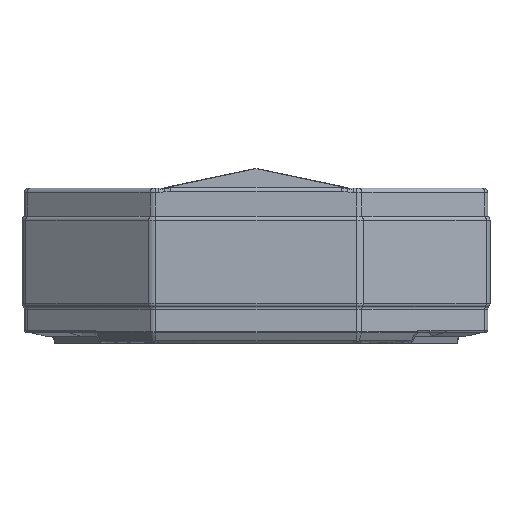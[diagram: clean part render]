
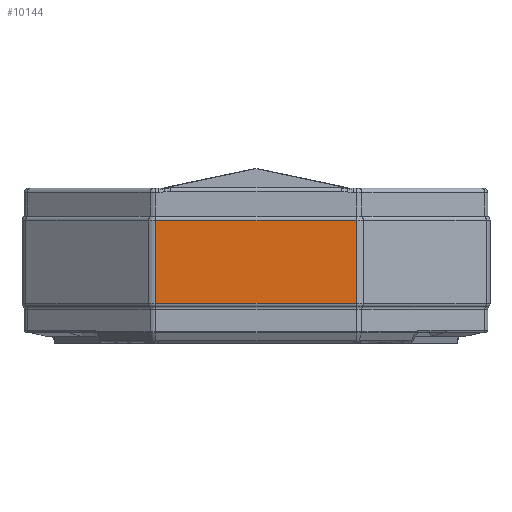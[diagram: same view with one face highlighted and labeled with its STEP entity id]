
A CAD part, front view. The second image highlights one B-rep face of the part: STEP entity #10144.
In plain terms, the highlighted free-form (B-spline) face has degree [1, 1] with [2, 2] control points.
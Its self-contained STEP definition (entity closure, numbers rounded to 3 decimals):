
#9800 = VERTEX_POINT('',#9801);
#9801 = CARTESIAN_POINT('',(-62.837,-17.724,
    25.203));
#9834 = EDGE_CURVE('',#9800,#9835,#9837,.T.);
#9835 = VERTEX_POINT('',#9836);
#9836 = CARTESIAN_POINT('',(62.837,-17.724,
    25.203));
#9837 = B_SPLINE_CURVE_WITH_KNOTS('',1,(#9838,#9839),.UNSPECIFIED.,.F.,
  .F.,(2,2),(-23.686,71.058),.PIECEWISE_BEZIER_KNOTS.);
#9838 = CARTESIAN_POINT('',(-62.837,-17.724,
    25.203));
#9839 = CARTESIAN_POINT('',(62.837,-17.724,
    25.203));
#10124 = EDGE_CURVE('',#10125,#9835,#10127,.T.);
#10125 = VERTEX_POINT('',#10126);
#10126 = CARTESIAN_POINT('',(62.837,-17.724,
    -26.999));
#10127 = B_SPLINE_CURVE_WITH_KNOTS('',1,(#10128,#10129),.UNSPECIFIED.,
  .F.,.F.,(2,2),(-20.354,19.),.PIECEWISE_BEZIER_KNOTS.);
#10128 = CARTESIAN_POINT('',(62.837,-17.724,
    -26.999));
#10129 = CARTESIAN_POINT('',(62.837,-17.724,
    25.203));
#10144 = ADVANCED_FACE('',(#10145),#10161,.T.);
#10145 = FACE_BOUND('',#10146,.T.);
#10146 = EDGE_LOOP('',(#10147,#10148,#10155,#10160));
#10147 = ORIENTED_EDGE('',*,*,#9834,.F.);
#10148 = ORIENTED_EDGE('',*,*,#10149,.F.);
#10149 = EDGE_CURVE('',#10150,#9800,#10152,.T.);
#10150 = VERTEX_POINT('',#10151);
#10151 = CARTESIAN_POINT('',(-62.837,-17.724,
    -26.999));
#10152 = B_SPLINE_CURVE_WITH_KNOTS('',1,(#10153,#10154),.UNSPECIFIED.,
  .F.,.F.,(2,2),(-20.354,19.),.PIECEWISE_BEZIER_KNOTS.);
#10153 = CARTESIAN_POINT('',(-62.837,-17.724,
    -26.999));
#10154 = CARTESIAN_POINT('',(-62.837,-17.724,
    25.203));
#10155 = ORIENTED_EDGE('',*,*,#10156,.F.);
#10156 = EDGE_CURVE('',#10125,#10150,#10157,.T.);
#10157 = B_SPLINE_CURVE_WITH_KNOTS('',1,(#10158,#10159),.UNSPECIFIED.,
  .F.,.F.,(2,2),(-71.058,23.686),
  .PIECEWISE_BEZIER_KNOTS.);
#10158 = CARTESIAN_POINT('',(62.837,-17.724,
    -26.999));
#10159 = CARTESIAN_POINT('',(-62.837,-17.724,
    -26.999));
#10160 = ORIENTED_EDGE('',*,*,#10124,.T.);
#10161 = B_SPLINE_SURFACE_WITH_KNOTS('',1,1,(
    (#10162,#10163)
    ,(#10164,#10165
    )),.UNSPECIFIED.,.F.,.F.,.F.,(2,2),(2,2),(0.,94.744),(
    -20.354,19.),.PIECEWISE_BEZIER_KNOTS.);
#10162 = CARTESIAN_POINT('',(-62.837,-17.724,
    -26.999));
#10163 = CARTESIAN_POINT('',(-62.837,-17.724,
    25.203));
#10164 = CARTESIAN_POINT('',(62.837,-17.724,
    -26.999));
#10165 = CARTESIAN_POINT('',(62.837,-17.724,
    25.203));
